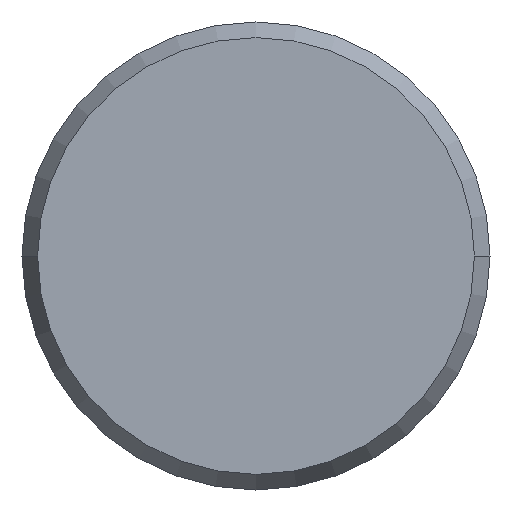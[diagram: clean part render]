
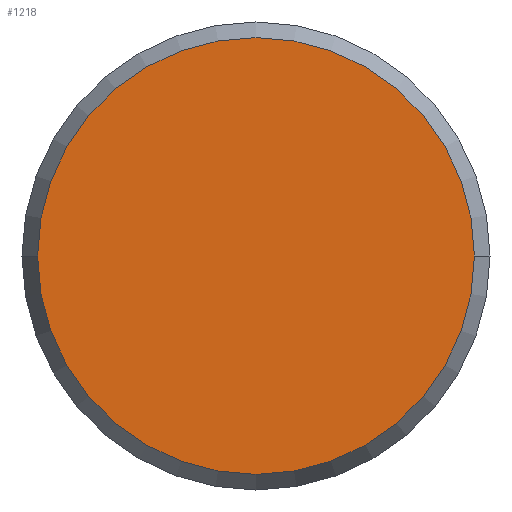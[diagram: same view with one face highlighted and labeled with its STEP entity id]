
A CAD part, front view. The second image highlights one B-rep face of the part: STEP entity #1218.
In plain terms, the highlighted planar face has unit normal (0, -1, 0).
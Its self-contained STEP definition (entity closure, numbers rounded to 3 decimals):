
#105=CARTESIAN_POINT('',(0.,-50.,0.));
#106=DIRECTION('',(0.,1.,0.));
#107=DIRECTION('',(-1.,0.,0.));
#108=AXIS2_PLACEMENT_3D('',#105,#106,#107);
#110=CARTESIAN_POINT('',(0.,-50.,0.));
#111=DIRECTION('',(0.,-1.,0.));
#112=DIRECTION('',(-1.,0.,0.));
#113=AXIS2_PLACEMENT_3D('',#110,#111,#112);
#905=CARTESIAN_POINT('',(-14.,-50.,0.));
#906=VERTEX_POINT('',#905);
#909=CARTESIAN_POINT('',(14.,-50.,0.));
#910=VERTEX_POINT('',#909);
#1209=CARTESIAN_POINT('',(0.,-50.,0.));
#1210=DIRECTION('',(0.,-1.,0.));
#1211=DIRECTION('',(1.,0.,0.));
#1212=AXIS2_PLACEMENT_3D('',#1209,#1210,#1211);
#1213=PLANE('',#1212);
#1214=ORIENTED_EDGE('',*,*,#1177,.T.);
#1215=ORIENTED_EDGE('',*,*,#1195,.F.);
#1216=EDGE_LOOP('',(#1214,#1215));
#1217=FACE_OUTER_BOUND('',#1216,.F.);
#1218=ADVANCED_FACE('',(#1217),#1213,.T.);
#109=CIRCLE('',#108,14.);
#114=CIRCLE('',#113,14.);
#1177=EDGE_CURVE('',#906,#910,#109,.T.);
#1195=EDGE_CURVE('',#906,#910,#114,.T.);
